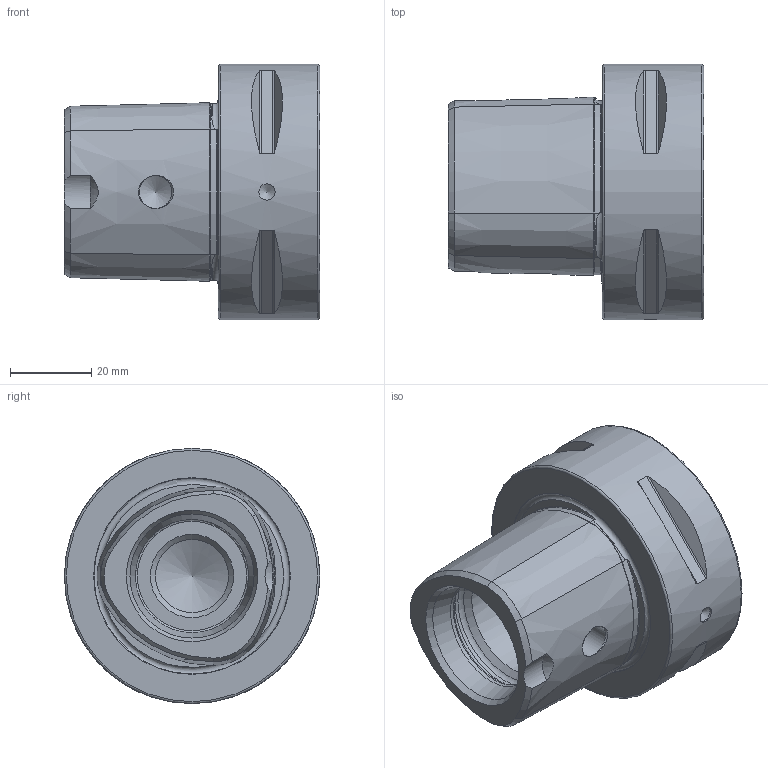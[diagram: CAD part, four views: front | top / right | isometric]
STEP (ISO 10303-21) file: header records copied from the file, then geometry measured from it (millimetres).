
FILE_DESCRIPTION (( 'STEP AP214' ), '1' );
FILE_NAME ('PS6.000.001.025.STEP', '2020-09-22T11:12:25', ( '' ), ( '' ), 'SwSTEP 2.0', 'SolidWorks 2017', '' );
FILE_SCHEMA (( 'AUTOMOTIVE_DESIGN' ));
Length unit declared in the file: millimetre
Products named in the file (1): PS6.000.001.025
Bounding box: 63 x 63 x 63 mm (x, y, z)
Volume: 105266.2 mm3; surface area: 20494.6 mm2
Topology: 1 solids, 1 shells, 87 faces, 208 edges, 127 vertices
Faces by surface type: cone 35, plane 19, cylinder 18, torus 15
Full cylindrical faces by diameter (mm): 2 x1, 4 x1, 8.1 x2, 18 x1, 28 x2, 32 x1, 63 x1
Entity records: 2807 total; most frequent: CARTESIAN_POINT 984, DIRECTION 364, ORIENTED_EDGE 342, EDGE_CURVE 171, AXIS2_PLACEMENT_3D 161, EDGE_LOOP 120, VERTEX_POINT 117, FACE_OUTER_BOUND 102
